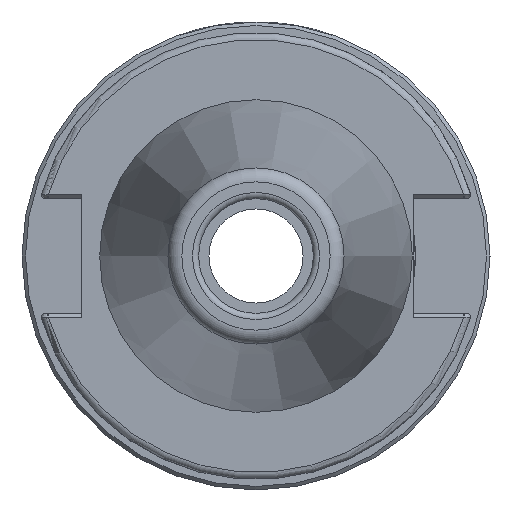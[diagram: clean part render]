
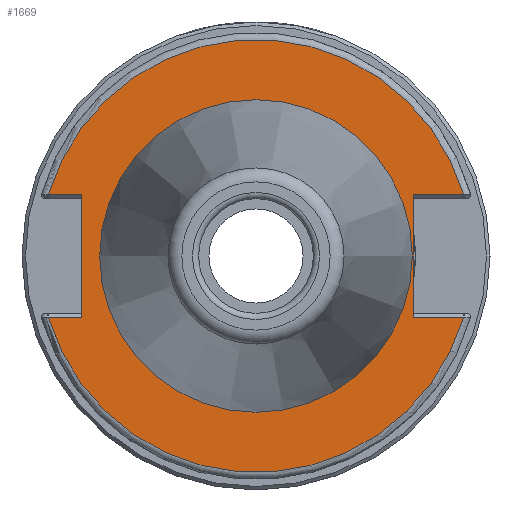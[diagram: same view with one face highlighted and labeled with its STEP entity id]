
A CAD part, left-side view. The second image highlights one B-rep face of the part: STEP entity #1669.
In plain terms, the highlighted planar face has unit normal (-1, 0, 0).
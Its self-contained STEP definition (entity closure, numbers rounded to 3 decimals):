
#15=FACE_BOUND('',#317,.T.);
#84=PLANE('',#1789);
#125=CIRCLE('',#1788,30.775);
#126=CIRCLE('',#1790,30.775);
#127=CIRCLE('',#1791,22.225);
#128=CIRCLE('',#1792,22.225);
#224=FACE_OUTER_BOUND('',#316,.T.);
#316=EDGE_LOOP('',(#1168,#1169,#1170,#1171,#1172,#1173,#1174,#1175));
#317=EDGE_LOOP('',(#1176,#1177));
#420=LINE('',#2680,#523);
#422=LINE('',#2748,#525);
#423=LINE('',#2750,#526);
#424=LINE('',#2754,#527);
#425=LINE('',#2756,#528);
#426=LINE('',#2757,#529);
#523=VECTOR('',#1982,10.);
#525=VECTOR('',#2000,10.);
#526=VECTOR('',#2001,10.);
#527=VECTOR('',#2004,10.);
#528=VECTOR('',#2005,10.);
#529=VECTOR('',#2006,10.);
#685=VERTEX_POINT('',#2673);
#688=VERTEX_POINT('',#2678);
#694=VERTEX_POINT('',#2726);
#696=VERTEX_POINT('',#2747);
#697=VERTEX_POINT('',#2749);
#698=VERTEX_POINT('',#2751);
#699=VERTEX_POINT('',#2753);
#700=VERTEX_POINT('',#2755);
#701=VERTEX_POINT('',#2758);
#702=VERTEX_POINT('',#2759);
#874=EDGE_CURVE('',#688,#685,#420,.T.);
#884=EDGE_CURVE('',#685,#694,#125,.T.);
#887=EDGE_CURVE('',#688,#696,#422,.T.);
#888=EDGE_CURVE('',#697,#696,#423,.T.);
#889=EDGE_CURVE('',#698,#697,#126,.T.);
#890=EDGE_CURVE('',#699,#698,#424,.T.);
#891=EDGE_CURVE('',#699,#700,#425,.T.);
#892=EDGE_CURVE('',#694,#700,#426,.T.);
#893=EDGE_CURVE('',#701,#702,#127,.T.);
#894=EDGE_CURVE('',#702,#701,#128,.T.);
#1168=ORIENTED_EDGE('',*,*,#874,.F.);
#1169=ORIENTED_EDGE('',*,*,#887,.T.);
#1170=ORIENTED_EDGE('',*,*,#888,.F.);
#1171=ORIENTED_EDGE('',*,*,#889,.F.);
#1172=ORIENTED_EDGE('',*,*,#890,.F.);
#1173=ORIENTED_EDGE('',*,*,#891,.T.);
#1174=ORIENTED_EDGE('',*,*,#892,.F.);
#1175=ORIENTED_EDGE('',*,*,#884,.F.);
#1176=ORIENTED_EDGE('',*,*,#893,.T.);
#1177=ORIENTED_EDGE('',*,*,#894,.T.);
#1669=ADVANCED_FACE('',(#224,#15),#84,.T.);
#1788=AXIS2_PLACEMENT_3D('',#2727,#1996,#1997);
#1789=AXIS2_PLACEMENT_3D('',#2746,#1998,#1999);
#1790=AXIS2_PLACEMENT_3D('',#2752,#2002,#2003);
#1791=AXIS2_PLACEMENT_3D('',#2760,#2007,#2008);
#1792=AXIS2_PLACEMENT_3D('',#2761,#2009,#2010);
#1982=DIRECTION('',(0.,-1.,0.));
#1996=DIRECTION('center_axis',(1.,0.,0.));
#1997=DIRECTION('ref_axis',(0.,0.,-1.));
#1998=DIRECTION('center_axis',(-1.,0.,0.));
#1999=DIRECTION('ref_axis',(0.,0.,1.));
#2000=DIRECTION('',(0.,0.,1.));
#2001=DIRECTION('',(0.,1.,0.));
#2002=DIRECTION('center_axis',(1.,0.,0.));
#2003=DIRECTION('ref_axis',(0.,0.,-1.));
#2004=DIRECTION('',(0.,1.,0.));
#2005=DIRECTION('',(0.,0.,-1.));
#2006=DIRECTION('',(0.,-1.,0.));
#2007=DIRECTION('center_axis',(1.,0.,0.));
#2008=DIRECTION('ref_axis',(0.,0.,-1.));
#2009=DIRECTION('center_axis',(1.,0.,0.));
#2010=DIRECTION('ref_axis',(0.,0.,-1.));
#2673=CARTESIAN_POINT('',(1.,-29.523,-8.69));
#2678=CARTESIAN_POINT('',(1.,-22.41,-8.69));
#2680=CARTESIAN_POINT('',(1.,-4.878,-8.69));
#2726=CARTESIAN_POINT('',(1.,29.523,-8.69));
#2727=CARTESIAN_POINT('Origin',(1.,0.,
0.));
#2746=CARTESIAN_POINT('Origin',(1.,30.775,0.));
#2747=CARTESIAN_POINT('',(1.,-22.41,8.69));
#2748=CARTESIAN_POINT('',(1.,-22.41,-4.095));
#2749=CARTESIAN_POINT('',(1.,-29.523,8.69));
#2750=CARTESIAN_POINT('',(1.,4.182,8.69));
#2751=CARTESIAN_POINT('',(1.,29.523,8.69));
#2752=CARTESIAN_POINT('Origin',(1.,0.,
0.));
#2753=CARTESIAN_POINT('',(1.,24.8,8.69));
#2754=CARTESIAN_POINT('',(1.,32.958,8.69));
#2755=CARTESIAN_POINT('',(1.,24.8,-8.69));
#2756=CARTESIAN_POINT('',(1.,24.8,4.095));
#2757=CARTESIAN_POINT('',(1.,27.788,-8.69));
#2758=CARTESIAN_POINT('',(1.,22.225,0.));
#2759=CARTESIAN_POINT('',(1.,-22.225,0.));
#2760=CARTESIAN_POINT('Origin',(1.,0.,
0.));
#2761=CARTESIAN_POINT('Origin',(1.,0.,
0.));
